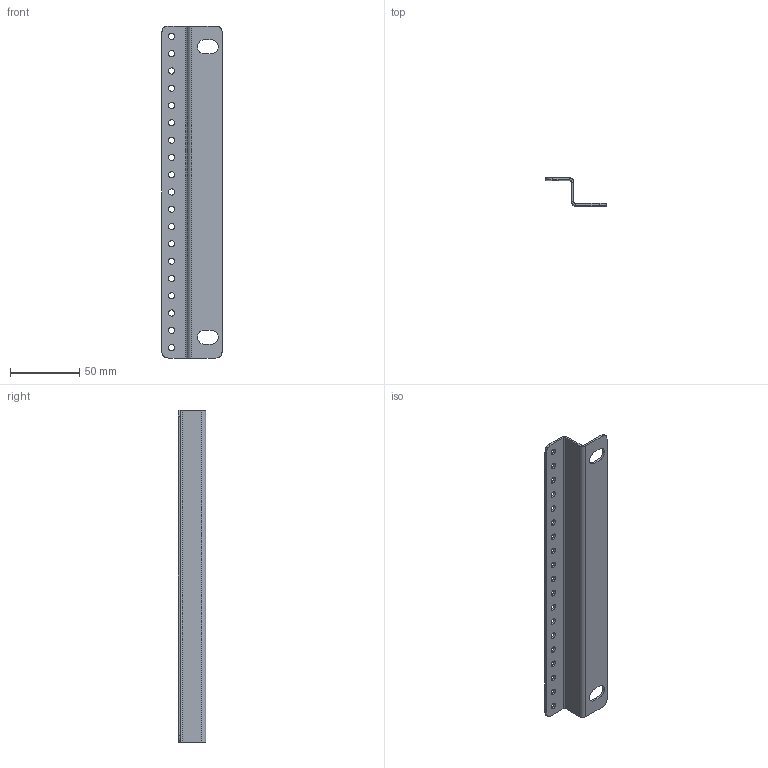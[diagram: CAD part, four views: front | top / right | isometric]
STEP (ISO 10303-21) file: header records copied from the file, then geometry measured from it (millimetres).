
FILE_DESCRIPTION (( 'STEP AP214' ), '1' );
FILE_NAME ('400.030.STEP', '2025-04-15T03:13:45', ( '' ), ( '' ), 'SwSTEP 2.0', 'SolidWorks 2021', '' );
FILE_SCHEMA (( 'AUTOMOTIVE_DESIGN' ));
Length unit declared in the file: millimetre
Products named in the file (1): 400.030
Bounding box: 43.5 x 20 x 240 mm (x, y, z)
Volume: 20760.8 mm3; surface area: 29097.1 mm2
Topology: 1 solids, 1 shells, 72 faces, 194 edges, 124 vertices
Faces by surface type: cylinder 46, plane 22, bspline 4
Entity records: 2448 total; most frequent: CARTESIAN_POINT 483, DIRECTION 408, ORIENTED_EDGE 388, EDGE_CURVE 194, AXIS2_PLACEMENT_3D 161, VERTEX_POINT 124, EDGE_LOOP 114, CIRCLE 92
